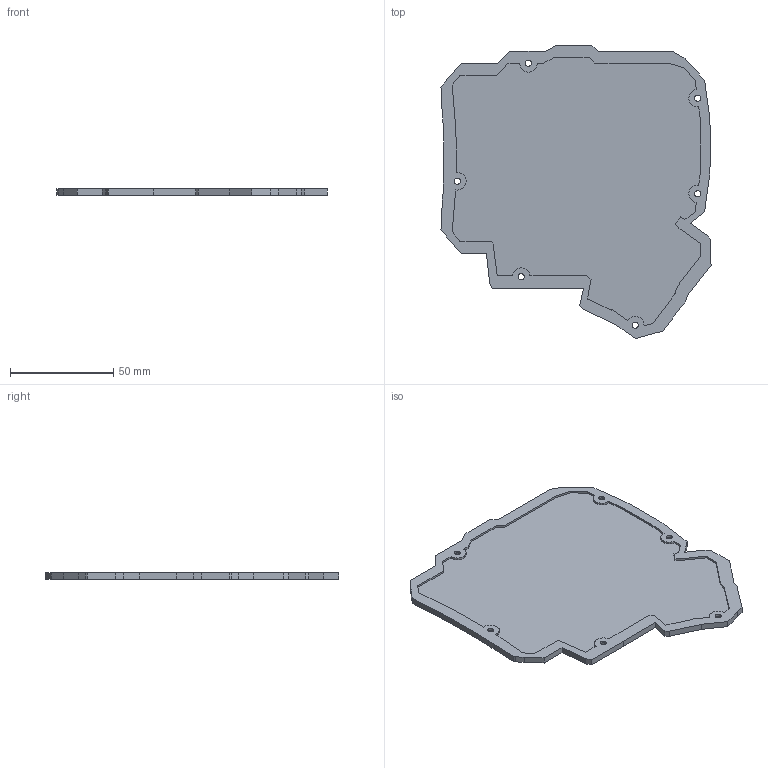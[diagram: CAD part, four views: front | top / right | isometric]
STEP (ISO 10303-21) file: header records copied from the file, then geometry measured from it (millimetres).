
FILE_DESCRIPTION(('Open CASCADE Model'),'2;1');
FILE_NAME('Open CASCADE Shape Model','2022-05-13T04:19:22',('Author'),( 'Open CASCADE'),'Open CASCADE STEP processor 7.4','Open CASCADE 7.4' ,'Unknown');
FILE_SCHEMA(('AUTOMOTIVE_DESIGN { 1 0 10303 214 1 1 1 1 }'));
Length unit declared in the file: millimetre
Products named in the file (1): Open CASCADE STEP translator 7.4 55
Bounding box: 131.04 x 142.27 x 3 mm (x, y, z)
Volume: 32376.7 mm3; surface area: 31942.3 mm2
Topology: 1 solids, 1 shells, 116 faces, 333 edges, 220 vertices
Faces by surface type: plane 98, cylinder 12, cone 6
Full cylindrical faces by diameter (mm): 3 x6
Entity records: 8174 total; most frequent: CARTESIAN_POINT 1480, DIRECTION 1239, LINE 945, VECTOR 945, ORIENTED_EDGE 666, PCURVE 666, DEFINITIONAL_REPRESENTATION 666, EDGE_CURVE 333
